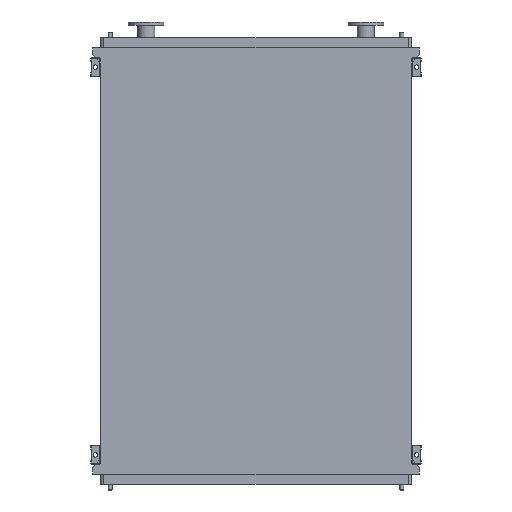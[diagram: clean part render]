
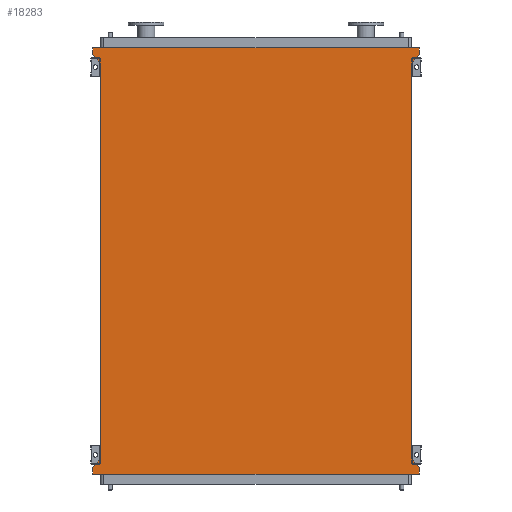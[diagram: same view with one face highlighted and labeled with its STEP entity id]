
A CAD part, front view. The second image highlights one B-rep face of the part: STEP entity #18283.
In plain terms, the highlighted planar face has unit normal (0, -1, 0).
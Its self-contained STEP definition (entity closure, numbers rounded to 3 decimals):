
#343 = EDGE_CURVE ( 'NONE', #17376, #13882, #9659, .T. ) ;
#417 = DIRECTION ( 'NONE',  ( 0., 0., -1. ) ) ;
#735 = CARTESIAN_POINT ( 'NONE',  ( 965., 0., -2450. ) ) ;
#846 = CARTESIAN_POINT ( 'NONE',  ( -1011., 0., -2545. ) ) ;
#925 = CARTESIAN_POINT ( 'NONE',  ( -965., 0., -2450. ) ) ;
#1080 = ORIENTED_EDGE ( 'NONE', *, *, #14167, .F. ) ;
#1302 = EDGE_CURVE ( 'NONE', #13882, #2767, #18226, .T. ) ;
#1563 = CARTESIAN_POINT ( 'NONE',  ( -965., 0., 0. ) ) ;
#1722 = VERTEX_POINT ( 'NONE', #14279 ) ;
#1767 = DIRECTION ( 'NONE',  ( -0.655, 0., -0.755 ) ) ;
#1808 = LINE ( 'NONE', #15627, #12003 ) ;
#1859 = VERTEX_POINT ( 'NONE', #1563 ) ;
#2071 = ORIENTED_EDGE ( 'NONE', *, *, #1302, .F. ) ;
#2281 = PLANE ( 'NONE',  #6104 ) ;
#2489 = DIRECTION ( 'NONE',  ( -1., 0., 0. ) ) ;
#2711 = LINE ( 'NONE', #735, #17676 ) ;
#2767 = VERTEX_POINT ( 'NONE', #17017 ) ;
#2777 = VECTOR ( 'NONE', #12838, 1000. ) ;
#3073 = VECTOR ( 'NONE', #2489, 1000. ) ;
#3239 = VECTOR ( 'NONE', #10554, 1000. ) ;
#3497 = DIRECTION ( 'NONE',  ( 0., 0., 1. ) ) ;
#3686 = CARTESIAN_POINT ( 'NONE',  ( 965., 0., -2450. ) ) ;
#3724 = DIRECTION ( 'NONE',  ( -0.655, 0., 0.755 ) ) ;
#3794 = DIRECTION ( 'NONE',  ( 0., 0., -1. ) ) ;
#4022 = VERTEX_POINT ( 'NONE', #8491 ) ;
#4833 = LINE ( 'NONE', #11582, #15936 ) ;
#4915 = CARTESIAN_POINT ( 'NONE',  ( 1011., 0., 95. ) ) ;
#5201 = EDGE_CURVE ( 'NONE', #1722, #2767, #2711, .T. ) ;
#5344 = EDGE_CURVE ( 'NONE', #18034, #17376, #1808, .T. ) ;
#5371 = CARTESIAN_POINT ( 'NONE',  ( 1011., 0., -2545. ) ) ;
#5420 = ORIENTED_EDGE ( 'NONE', *, *, #17191, .F. ) ;
#5760 = ORIENTED_EDGE ( 'NONE', *, *, #8463, .F. ) ;
#6104 = AXIS2_PLACEMENT_3D ( 'NONE', #8124, #12476, #3794 ) ;
#6400 = CARTESIAN_POINT ( 'NONE',  ( -1011., 0., -2503. ) ) ;
#6460 = ORIENTED_EDGE ( 'NONE', *, *, #18164, .F. ) ;
#6749 = CARTESIAN_POINT ( 'NONE',  ( -1011., 0., 53. ) ) ;
#6759 = VERTEX_POINT ( 'NONE', #5371 ) ;
#7658 = ORIENTED_EDGE ( 'NONE', *, *, #16242, .F. ) ;
#7891 = CARTESIAN_POINT ( 'NONE',  ( -1011., 0., 53. ) ) ;
#7943 = ORIENTED_EDGE ( 'NONE', *, *, #9442, .F. ) ;
#8124 = CARTESIAN_POINT ( 'NONE',  ( -965., 0., -2450. ) ) ;
#8399 = DIRECTION ( 'NONE',  ( 1., 0., 0. ) ) ;
#8463 = EDGE_CURVE ( 'NONE', #1722, #4022, #16586, .T. ) ;
#8491 = CARTESIAN_POINT ( 'NONE',  ( 1011., 0., -2503. ) ) ;
#9099 = VERTEX_POINT ( 'NONE', #925 ) ;
#9340 = VECTOR ( 'NONE', #15283, 1000. ) ;
#9442 = EDGE_CURVE ( 'NONE', #4022, #6759, #14964, .T. ) ;
#9504 = EDGE_LOOP ( 'NONE', ( #12973, #2071, #11009, #16664, #6460, #5420, #1080, #7658, #17035, #10862, #7943, #5760 ) ) ;
#9659 = LINE ( 'NONE', #4915, #13052 ) ;
#10554 = DIRECTION ( 'NONE',  ( 0.655, 0., 0.755 ) ) ;
#10660 = VECTOR ( 'NONE', #3497, 1000. ) ;
#10862 = ORIENTED_EDGE ( 'NONE', *, *, #12346, .F. ) ;
#11009 = ORIENTED_EDGE ( 'NONE', *, *, #343, .F. ) ;
#11111 = VECTOR ( 'NONE', #417, 1000. ) ;
#11178 = CARTESIAN_POINT ( 'NONE',  ( 1011., 0., -2545. ) ) ;
#11314 = VERTEX_POINT ( 'NONE', #6749 ) ;
#11582 = CARTESIAN_POINT ( 'NONE',  ( -1011., 0., -2545. ) ) ;
#11898 = CARTESIAN_POINT ( 'NONE',  ( 1011., 0., 53. ) ) ;
#12003 = VECTOR ( 'NONE', #8399, 1000. ) ;
#12225 = FACE_OUTER_BOUND ( 'NONE', #9504, .T. ) ;
#12252 = VERTEX_POINT ( 'NONE', #846 ) ;
#12346 = EDGE_CURVE ( 'NONE', #6759, #12252, #14172, .T. ) ;
#12476 = DIRECTION ( 'NONE',  ( 0., -1., 0. ) ) ;
#12508 = CARTESIAN_POINT ( 'NONE',  ( 1011., 0., 53. ) ) ;
#12724 = LINE ( 'NONE', #13854, #16128 ) ;
#12838 = DIRECTION ( 'NONE',  ( 0., 0., 1. ) ) ;
#12973 = ORIENTED_EDGE ( 'NONE', *, *, #5201, .T. ) ;
#13052 = VECTOR ( 'NONE', #13573, 1000. ) ;
#13243 = VERTEX_POINT ( 'NONE', #6400 ) ;
#13573 = DIRECTION ( 'NONE',  ( 0., 0., -1. ) ) ;
#13587 = LINE ( 'NONE', #7891, #10660 ) ;
#13774 = DIRECTION ( 'NONE',  ( 0., 0., 1. ) ) ;
#13854 = CARTESIAN_POINT ( 'NONE',  ( -965., 0., 0. ) ) ;
#13882 = VERTEX_POINT ( 'NONE', #12508 ) ;
#14167 = EDGE_CURVE ( 'NONE', #9099, #1859, #17279, .T. ) ;
#14172 = LINE ( 'NONE', #11178, #3073 ) ;
#14276 = EDGE_CURVE ( 'NONE', #12252, #13243, #4833, .T. ) ;
#14279 = CARTESIAN_POINT ( 'NONE',  ( 965., 0., -2450. ) ) ;
#14856 = CARTESIAN_POINT ( 'NONE',  ( -1011., 0., -2503. ) ) ;
#14964 = LINE ( 'NONE', #16198, #11111 ) ;
#15283 = DIRECTION ( 'NONE',  ( 0.655, 0., -0.755 ) ) ;
#15627 = CARTESIAN_POINT ( 'NONE',  ( -1011., 0., 95. ) ) ;
#15936 = VECTOR ( 'NONE', #17388, 1000. ) ;
#16128 = VECTOR ( 'NONE', #3724, 1000. ) ;
#16198 = CARTESIAN_POINT ( 'NONE',  ( 1011., 0., -2503. ) ) ;
#16242 = EDGE_CURVE ( 'NONE', #13243, #9099, #18185, .T. ) ;
#16586 = LINE ( 'NONE', #3686, #9340 ) ;
#16664 = ORIENTED_EDGE ( 'NONE', *, *, #5344, .F. ) ;
#16865 = VECTOR ( 'NONE', #1767, 1000. ) ;
#17017 = CARTESIAN_POINT ( 'NONE',  ( 965., 0., 0. ) ) ;
#17035 = ORIENTED_EDGE ( 'NONE', *, *, #14276, .F. ) ;
#17191 = EDGE_CURVE ( 'NONE', #1859, #11314, #12724, .T. ) ;
#17264 = CARTESIAN_POINT ( 'NONE',  ( 1011., 0., 95. ) ) ;
#17279 = LINE ( 'NONE', #18592, #2777 ) ;
#17376 = VERTEX_POINT ( 'NONE', #17264 ) ;
#17388 = DIRECTION ( 'NONE',  ( 0., 0., 1. ) ) ;
#17559 = CARTESIAN_POINT ( 'NONE',  ( -1011., 0., 95. ) ) ;
#17676 = VECTOR ( 'NONE', #13774, 1000. ) ;
#18034 = VERTEX_POINT ( 'NONE', #17559 ) ;
#18164 = EDGE_CURVE ( 'NONE', #11314, #18034, #13587, .T. ) ;
#18185 = LINE ( 'NONE', #14856, #3239 ) ;
#18226 = LINE ( 'NONE', #11898, #16865 ) ;
#18283 = ADVANCED_FACE ( 'NONE', ( #12225 ), #2281, .T. ) ;
#18592 = CARTESIAN_POINT ( 'NONE',  ( -965., 0., -2450. ) ) ;
